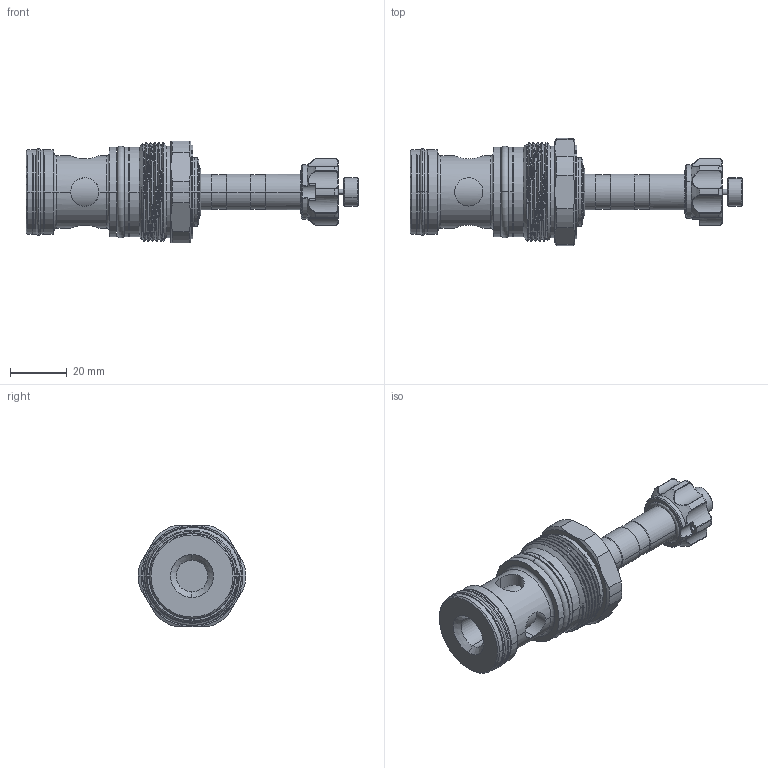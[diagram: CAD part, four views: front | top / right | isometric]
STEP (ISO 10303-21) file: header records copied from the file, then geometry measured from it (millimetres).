
FILE_DESCRIPTION (( 'STEP AP203' ), '1' );
FILE_NAME ('EP35MV2A10P05.STEP', '2020-04-16T03:50:34', ( '' ), ( '' ), 'SwSTEP 2.0', 'SolidWorks 2018', '' );
FILE_SCHEMA (( 'CONFIG_CONTROL_DESIGN' ));
Length unit declared in the file: millimetre
Products named in the file (1): EP35MV2A10P05
Bounding box: 117.4 x 37.9 x 36 mm (x, y, z)
Volume: 51199.2 mm3; surface area: 16088.2 mm2
Topology: 5 solids, 5 shells, 316 faces, 733 edges, 444 vertices
Faces by surface type: cylinder 139, cone 57, torus 47, bspline 37, plane 36
Entity records: 13251 total; most frequent: CARTESIAN_POINT 6237, DIRECTION 1465, ORIENTED_EDGE 1462, EDGE_CURVE 731, AXIS2_PLACEMENT_3D 637, VERTEX_POINT 444, CIRCLE 357, EDGE_LOOP 345
